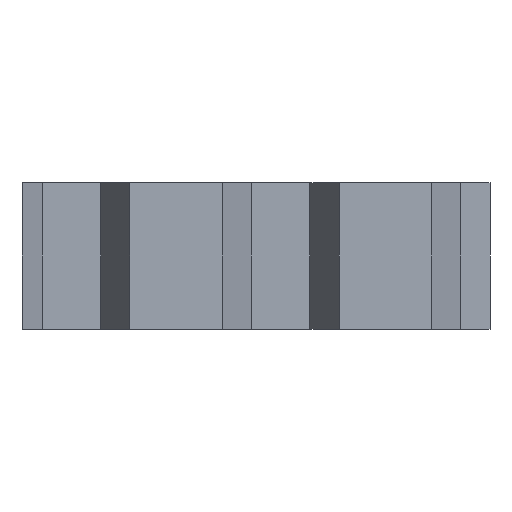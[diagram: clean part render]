
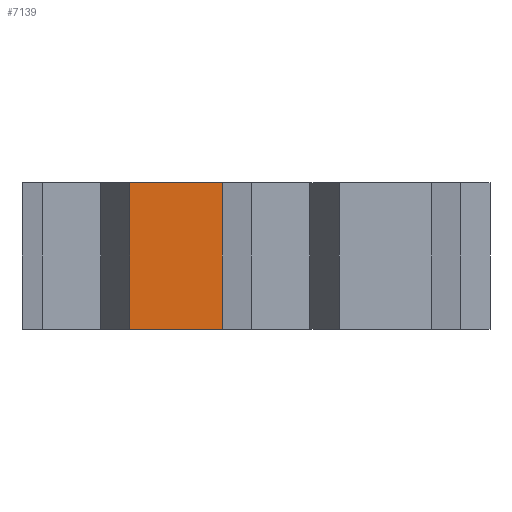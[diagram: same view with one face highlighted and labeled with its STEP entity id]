
A CAD part, left-side view. The second image highlights one B-rep face of the part: STEP entity #7139.
In plain terms, the highlighted planar face has unit normal (-1, 0, 0).
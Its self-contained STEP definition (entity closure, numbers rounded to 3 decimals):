
#59 = PLANE('',#60);
#60 = AXIS2_PLACEMENT_3D('',#61,#62,#63);
#61 = CARTESIAN_POINT('',(0.,0.,10.));
#62 = DIRECTION('',(0.,0.,1.));
#63 = DIRECTION('',(1.,0.,-0.));
#115 = PLANE('',#116);
#116 = AXIS2_PLACEMENT_3D('',#117,#118,#119);
#117 = CARTESIAN_POINT('',(0.,0.,0.));
#118 = DIRECTION('',(0.,0.,1.));
#119 = DIRECTION('',(1.,0.,-0.));
#1949 = VERTEX_POINT('',#1950);
#1950 = CARTESIAN_POINT('',(0.,24.619,10.));
#1963 = PLANE('',#1964);
#1964 = AXIS2_PLACEMENT_3D('',#1965,#1966,#1967);
#1965 = CARTESIAN_POINT('',(3.464,26.619,0.));
#1966 = DIRECTION('',(0.5,-0.866,0.));
#1967 = DIRECTION('',(-0.866,-0.5,0.));
#1974 = EDGE_CURVE('',#1975,#1949,#1977,.T.);
#1975 = VERTEX_POINT('',#1976);
#1976 = CARTESIAN_POINT('',(0.,18.309,10.));
#1977 = SURFACE_CURVE('',#1978,(#1982,#1989),.PCURVE_S1.);
#1978 = LINE('',#1979,#1980);
#1979 = CARTESIAN_POINT('',(0.,0.,10.));
#1980 = VECTOR('',#1981,1.);
#1981 = DIRECTION('',(-0.,1.,0.));
#1982 = PCURVE('',#59,#1983);
#1983 = DEFINITIONAL_REPRESENTATION('',(#1984),#1988);
#1984 = LINE('',#1985,#1986);
#1985 = CARTESIAN_POINT('',(0.,0.));
#1986 = VECTOR('',#1987,1.);
#1987 = DIRECTION('',(0.,1.));
#1988 = ( GEOMETRIC_REPRESENTATION_CONTEXT(2) 
PARAMETRIC_REPRESENTATION_CONTEXT() REPRESENTATION_CONTEXT('2D SPACE',''
  ) );
#1989 = PCURVE('',#1990,#1995);
#1990 = PLANE('',#1991);
#1991 = AXIS2_PLACEMENT_3D('',#1992,#1993,#1994);
#1992 = CARTESIAN_POINT('',(0.,0.,0.));
#1993 = DIRECTION('',(1.,0.,-0.));
#1994 = DIRECTION('',(0.,0.,1.));
#1995 = DEFINITIONAL_REPRESENTATION('',(#1996),#2000);
#1996 = LINE('',#1997,#1998);
#1997 = CARTESIAN_POINT('',(10.,0.));
#1998 = VECTOR('',#1999,1.);
#1999 = DIRECTION('',(0.,-1.));
#2000 = ( GEOMETRIC_REPRESENTATION_CONTEXT(2) 
PARAMETRIC_REPRESENTATION_CONTEXT() REPRESENTATION_CONTEXT('2D SPACE',''
  ) );
#2017 = PLANE('',#2018);
#2018 = AXIS2_PLACEMENT_3D('',#2019,#2020,#2021);
#2019 = CARTESIAN_POINT('',(0.,18.309,0.));
#2020 = DIRECTION('',(0.5,0.866,-0.));
#2021 = DIRECTION('',(0.866,-0.5,0.));
#5429 = VERTEX_POINT('',#5430);
#5430 = CARTESIAN_POINT('',(0.,24.619,0.));
#5451 = EDGE_CURVE('',#5452,#5429,#5454,.T.);
#5452 = VERTEX_POINT('',#5453);
#5453 = CARTESIAN_POINT('',(0.,18.309,0.));
#5454 = SURFACE_CURVE('',#5455,(#5459,#5466),.PCURVE_S1.);
#5455 = LINE('',#5456,#5457);
#5456 = CARTESIAN_POINT('',(0.,0.,0.));
#5457 = VECTOR('',#5458,1.);
#5458 = DIRECTION('',(-0.,1.,0.));
#5459 = PCURVE('',#115,#5460);
#5460 = DEFINITIONAL_REPRESENTATION('',(#5461),#5465);
#5461 = LINE('',#5462,#5463);
#5462 = CARTESIAN_POINT('',(0.,0.));
#5463 = VECTOR('',#5464,1.);
#5464 = DIRECTION('',(0.,1.));
#5465 = ( GEOMETRIC_REPRESENTATION_CONTEXT(2) 
PARAMETRIC_REPRESENTATION_CONTEXT() REPRESENTATION_CONTEXT('2D SPACE',''
  ) );
#5466 = PCURVE('',#1990,#5467);
#5467 = DEFINITIONAL_REPRESENTATION('',(#5468),#5472);
#5468 = LINE('',#5469,#5470);
#5469 = CARTESIAN_POINT('',(0.,0.));
#5470 = VECTOR('',#5471,1.);
#5471 = DIRECTION('',(0.,-1.));
#5472 = ( GEOMETRIC_REPRESENTATION_CONTEXT(2) 
PARAMETRIC_REPRESENTATION_CONTEXT() REPRESENTATION_CONTEXT('2D SPACE',''
  ) );
#7117 = EDGE_CURVE('',#5452,#1975,#7118,.T.);
#7118 = SURFACE_CURVE('',#7119,(#7123,#7130),.PCURVE_S1.);
#7119 = LINE('',#7120,#7121);
#7120 = CARTESIAN_POINT('',(0.,18.309,0.));
#7121 = VECTOR('',#7122,1.);
#7122 = DIRECTION('',(0.,0.,1.));
#7123 = PCURVE('',#2017,#7124);
#7124 = DEFINITIONAL_REPRESENTATION('',(#7125),#7129);
#7125 = LINE('',#7126,#7127);
#7126 = CARTESIAN_POINT('',(0.,0.));
#7127 = VECTOR('',#7128,1.);
#7128 = DIRECTION('',(0.,-1.));
#7129 = ( GEOMETRIC_REPRESENTATION_CONTEXT(2) 
PARAMETRIC_REPRESENTATION_CONTEXT() REPRESENTATION_CONTEXT('2D SPACE',''
  ) );
#7130 = PCURVE('',#1990,#7131);
#7131 = DEFINITIONAL_REPRESENTATION('',(#7132),#7136);
#7132 = LINE('',#7133,#7134);
#7133 = CARTESIAN_POINT('',(0.,-18.309));
#7134 = VECTOR('',#7135,1.);
#7135 = DIRECTION('',(1.,0.));
#7136 = ( GEOMETRIC_REPRESENTATION_CONTEXT(2) 
PARAMETRIC_REPRESENTATION_CONTEXT() REPRESENTATION_CONTEXT('2D SPACE',''
  ) );
#7139 = ADVANCED_FACE('',(#7140),#1990,.F.);
#7140 = FACE_BOUND('',#7141,.F.);
#7141 = EDGE_LOOP('',(#7142,#7143,#7144,#7145));
#7142 = ORIENTED_EDGE('',*,*,#1974,.F.);
#7143 = ORIENTED_EDGE('',*,*,#7117,.F.);
#7144 = ORIENTED_EDGE('',*,*,#5451,.T.);
#7145 = ORIENTED_EDGE('',*,*,#7146,.T.);
#7146 = EDGE_CURVE('',#5429,#1949,#7147,.T.);
#7147 = SURFACE_CURVE('',#7148,(#7152,#7159),.PCURVE_S1.);
#7148 = LINE('',#7149,#7150);
#7149 = CARTESIAN_POINT('',(0.,24.619,0.));
#7150 = VECTOR('',#7151,1.);
#7151 = DIRECTION('',(0.,0.,1.));
#7152 = PCURVE('',#1990,#7153);
#7153 = DEFINITIONAL_REPRESENTATION('',(#7154),#7158);
#7154 = LINE('',#7155,#7156);
#7155 = CARTESIAN_POINT('',(0.,-24.619));
#7156 = VECTOR('',#7157,1.);
#7157 = DIRECTION('',(1.,0.));
#7158 = ( GEOMETRIC_REPRESENTATION_CONTEXT(2) 
PARAMETRIC_REPRESENTATION_CONTEXT() REPRESENTATION_CONTEXT('2D SPACE',''
  ) );
#7159 = PCURVE('',#1963,#7160);
#7160 = DEFINITIONAL_REPRESENTATION('',(#7161),#7165);
#7161 = LINE('',#7162,#7163);
#7162 = CARTESIAN_POINT('',(4.,0.));
#7163 = VECTOR('',#7164,1.);
#7164 = DIRECTION('',(0.,-1.));
#7165 = ( GEOMETRIC_REPRESENTATION_CONTEXT(2) 
PARAMETRIC_REPRESENTATION_CONTEXT() REPRESENTATION_CONTEXT('2D SPACE',''
  ) );
